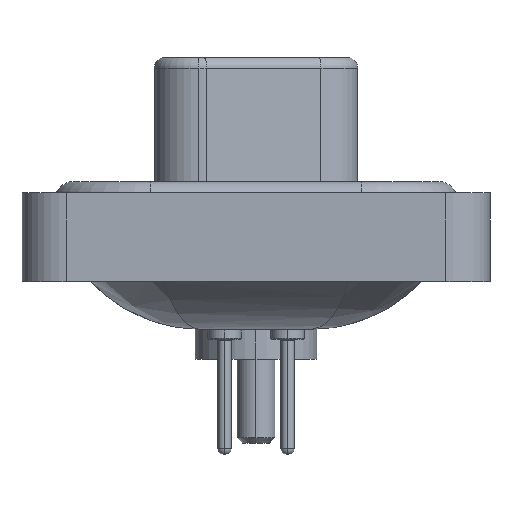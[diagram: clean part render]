
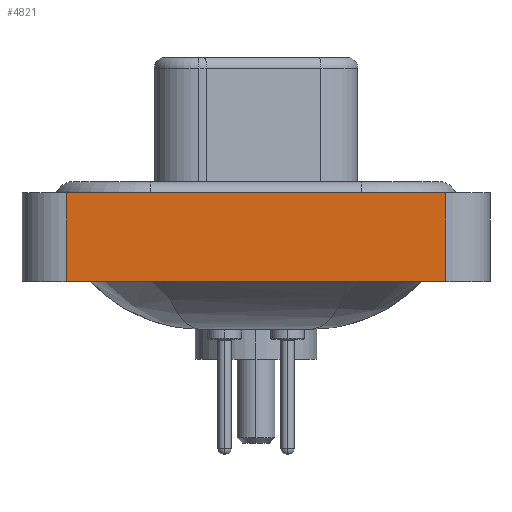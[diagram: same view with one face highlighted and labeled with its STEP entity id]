
A CAD part, left-side view. The second image highlights one B-rep face of the part: STEP entity #4821.
In plain terms, the highlighted planar face has unit normal (-1, 0, 0).
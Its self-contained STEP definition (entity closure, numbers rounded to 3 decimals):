
#141 = VECTOR ( 'NONE', #16669, 1000. ) ;
#308 = VECTOR ( 'NONE', #3619, 1000. ) ;
#471 = EDGE_CURVE ( 'NONE', #7016, #16203, #7139, .T. ) ;
#528 = ORIENTED_EDGE ( 'NONE', *, *, #4345, .F. ) ;
#740 = LINE ( 'NONE', #7340, #308 ) ;
#974 = CARTESIAN_POINT ( 'NONE',  ( -7.25, -8.55, 0.4 ) ) ;
#1133 = DIRECTION ( 'NONE',  ( 0., 0., 1. ) ) ;
#2095 = EDGE_CURVE ( 'NONE', #7016, #14001, #12258, .T. ) ;
#2128 = CARTESIAN_POINT ( 'NONE',  ( -7.25, -8.55, 0.4 ) ) ;
#2327 = LINE ( 'NONE', #974, #16991 ) ;
#2398 = CARTESIAN_POINT ( 'NONE',  ( -7.25, -8.55, -3.6 ) ) ;
#2898 = CARTESIAN_POINT ( 'NONE',  ( -7.25, 8.55, -3.6 ) ) ;
#2928 = AXIS2_PLACEMENT_3D ( 'NONE', #2398, #11765, #1133 ) ;
#3619 = DIRECTION ( 'NONE',  ( 0., 0., 1. ) ) ;
#4345 = EDGE_CURVE ( 'NONE', #16203, #4721, #2327, .T. ) ;
#4709 = CARTESIAN_POINT ( 'NONE',  ( -7.25, 8.55, -3.6 ) ) ;
#4721 = VERTEX_POINT ( 'NONE', #2128 ) ;
#4821 = ADVANCED_FACE ( 'NONE', ( #10694 ), #10419, .T. ) ;
#5211 = DIRECTION ( 'NONE',  ( 0., -1., 0. ) ) ;
#6455 = ORIENTED_EDGE ( 'NONE', *, *, #471, .F. ) ;
#6585 = ORIENTED_EDGE ( 'NONE', *, *, #8490, .T. ) ;
#6723 = CARTESIAN_POINT ( 'NONE',  ( -7.25, -8.55, -3.6 ) ) ;
#7016 = VERTEX_POINT ( 'NONE', #4709 ) ;
#7139 = LINE ( 'NONE', #2898, #15951 ) ;
#7332 = ORIENTED_EDGE ( 'NONE', *, *, #2095, .T. ) ;
#7340 = CARTESIAN_POINT ( 'NONE',  ( -7.25, -8.55, -3.6 ) ) ;
#8386 = CARTESIAN_POINT ( 'NONE',  ( -7.25, 8.55, 0.4 ) ) ;
#8490 = EDGE_CURVE ( 'NONE', #14001, #4721, #740, .T. ) ;
#9688 = EDGE_LOOP ( 'NONE', ( #6585, #528, #6455, #7332 ) ) ;
#9730 = CARTESIAN_POINT ( 'NONE',  ( -7.25, -8.55, -3.6 ) ) ;
#10419 = PLANE ( 'NONE',  #2928 ) ;
#10694 = FACE_OUTER_BOUND ( 'NONE', #9688, .T. ) ;
#11765 = DIRECTION ( 'NONE',  ( -1., 0., 0. ) ) ;
#12258 = LINE ( 'NONE', #9730, #141 ) ;
#14001 = VERTEX_POINT ( 'NONE', #6723 ) ;
#15951 = VECTOR ( 'NONE', #16425, 1000. ) ;
#16203 = VERTEX_POINT ( 'NONE', #8386 ) ;
#16425 = DIRECTION ( 'NONE',  ( 0., 0., 1. ) ) ;
#16669 = DIRECTION ( 'NONE',  ( 0., -1., 0. ) ) ;
#16991 = VECTOR ( 'NONE', #5211, 1000. ) ;
